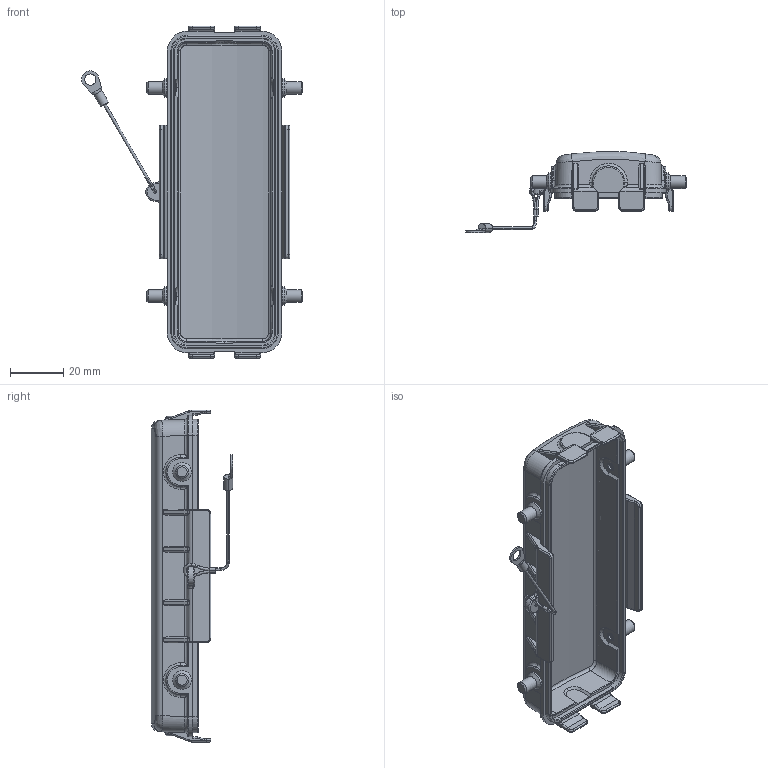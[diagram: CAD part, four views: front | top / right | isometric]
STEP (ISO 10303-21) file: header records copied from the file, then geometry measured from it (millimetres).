
FILE_DESCRIPTION(/* description */ (''),/* implementation_level */ '2;1');
FILE_NAME(/* name */ 'H24B-MCV-4B&2.stp',/* time_stamp */ '2023-09-26T14:51:38+08:00',/* author */ (''),/* organization */ (''),/* preprocessor_version */ 'ST-DEVELOPER v16',/* originating_system */ 'SIEMENS PLM Software NX 10.0',/* authorisation */ '');
FILE_SCHEMA (('AUTOMOTIVE_DESIGN { 1 0 10303 214 3 1 1 1 }'));
Length unit declared in the file: millimetre
Products named in the file (1): Admi501CC908kmnz
Bounding box: 82.71 x 30.43 x 124.4 mm (x, y, z)
Volume: 26418.2 mm3; surface area: 22041.9 mm2
Topology: 1 solids, 1 shells, 600 faces, 1474 edges, 895 vertices
Faces by surface type: cylinder 252, plane 186, torus 92, bspline 60, cone 10
Full cylindrical faces by diameter (mm): 2.3 x4, 3 x4, 4.8 x4, 7 x4
Entity records: 20584 total; most frequent: CARTESIAN_POINT 6548, DIRECTION 3020, ORIENTED_EDGE 2884, EDGE_CURVE 1442, AXIS2_PLACEMENT_3D 1172, VERTEX_POINT 891, LINE 676, VECTOR 676
